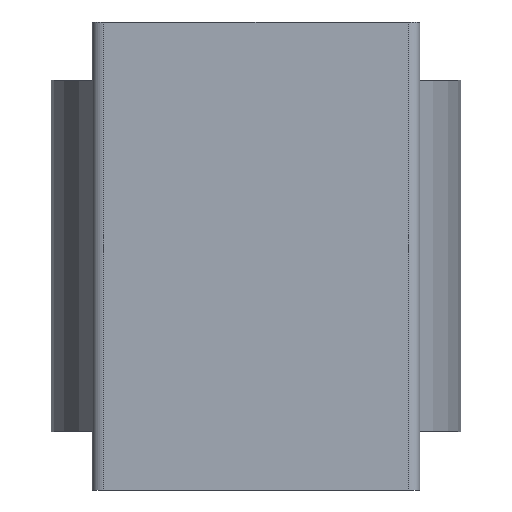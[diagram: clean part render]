
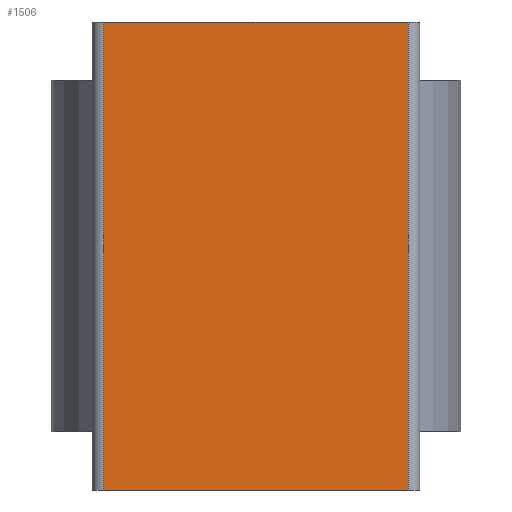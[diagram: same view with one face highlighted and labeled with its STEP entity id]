
A CAD part, front view. The second image highlights one B-rep face of the part: STEP entity #1506.
In plain terms, the highlighted planar face has unit normal (0, -1, 0).
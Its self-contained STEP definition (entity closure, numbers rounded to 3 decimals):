
#25 = EDGE_CURVE ( 'NONE', #326, #1554, #265, .T. ) ;
#223 = CARTESIAN_POINT ( 'NONE',  ( 0., -20., -5. ) ) ;
#236 = PLANE ( 'NONE',  #1567 ) ;
#239 = EDGE_LOOP ( 'NONE', ( #1582, #792, #1649, #1283 ) ) ;
#265 = LINE ( 'NONE', #969, #1786 ) ;
#326 = VERTEX_POINT ( 'NONE', #1467 ) ;
#351 = VECTOR ( 'NONE', #1611, 1000. ) ;
#409 = VECTOR ( 'NONE', #1553, 1000. ) ;
#545 = DIRECTION ( 'NONE',  ( 0., 0., -1. ) ) ;
#626 = FACE_OUTER_BOUND ( 'NONE', #239, .T. ) ;
#654 = LINE ( 'NONE', #1474, #351 ) ;
#792 = ORIENTED_EDGE ( 'NONE', *, *, #25, .T. ) ;
#793 = DIRECTION ( 'NONE',  ( 0., -1., 0. ) ) ;
#844 = CARTESIAN_POINT ( 'NONE',  ( 0., -20., -5. ) ) ;
#859 = VERTEX_POINT ( 'NONE', #1295 ) ;
#969 = CARTESIAN_POINT ( 'NONE',  ( -13., -20., -5. ) ) ;
#1098 = CARTESIAN_POINT ( 'NONE',  ( -13., -20., -5. ) ) ;
#1107 = LINE ( 'NONE', #844, #1716 ) ;
#1138 = LINE ( 'NONE', #1407, #409 ) ;
#1283 = ORIENTED_EDGE ( 'NONE', *, *, #1508, .T. ) ;
#1295 = CARTESIAN_POINT ( 'NONE',  ( 13., -20., -5. ) ) ;
#1341 = DIRECTION ( 'NONE',  ( 1., 0., 0. ) ) ;
#1364 = CARTESIAN_POINT ( 'NONE',  ( 13., -20., 35. ) ) ;
#1407 = CARTESIAN_POINT ( 'NONE',  ( 0., -20., 35. ) ) ;
#1467 = CARTESIAN_POINT ( 'NONE',  ( -13., -20., 35. ) ) ;
#1474 = CARTESIAN_POINT ( 'NONE',  ( 13., -20., -5. ) ) ;
#1489 = VERTEX_POINT ( 'NONE', #1364 ) ;
#1506 = ADVANCED_FACE ( 'NONE', ( #626 ), #236, .T. ) ;
#1508 = EDGE_CURVE ( 'NONE', #859, #1489, #654, .T. ) ;
#1553 = DIRECTION ( 'NONE',  ( 1., 0., 0. ) ) ;
#1554 = VERTEX_POINT ( 'NONE', #1098 ) ;
#1567 = AXIS2_PLACEMENT_3D ( 'NONE', #223, #793, #1341 ) ;
#1582 = ORIENTED_EDGE ( 'NONE', *, *, #1761, .F. ) ;
#1611 = DIRECTION ( 'NONE',  ( 0., 0., 1. ) ) ;
#1616 = EDGE_CURVE ( 'NONE', #1554, #859, #1107, .T. ) ;
#1649 = ORIENTED_EDGE ( 'NONE', *, *, #1616, .T. ) ;
#1689 = DIRECTION ( 'NONE',  ( 1., 0., 0. ) ) ;
#1716 = VECTOR ( 'NONE', #1689, 1000. ) ;
#1761 = EDGE_CURVE ( 'NONE', #326, #1489, #1138, .T. ) ;
#1786 = VECTOR ( 'NONE', #545, 1000. ) ;
